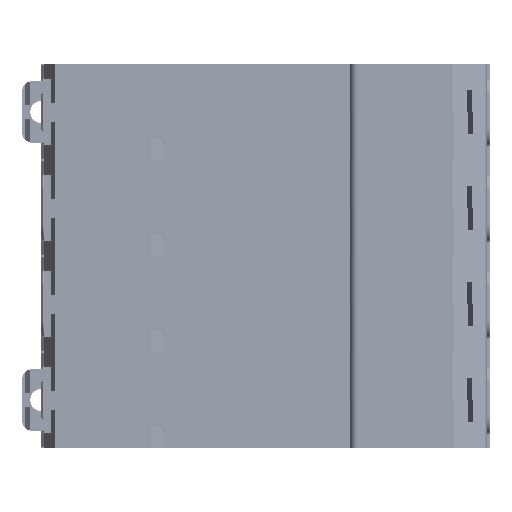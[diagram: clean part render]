
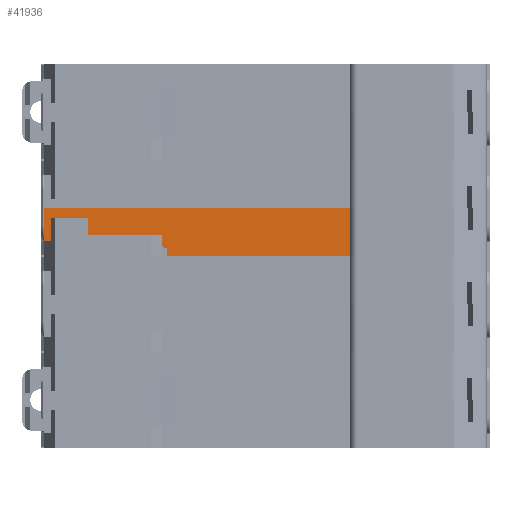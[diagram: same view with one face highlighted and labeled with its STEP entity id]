
A CAD part, front view. The second image highlights one B-rep face of the part: STEP entity #41936.
In plain terms, the highlighted planar face has unit normal (0, -1, 0).
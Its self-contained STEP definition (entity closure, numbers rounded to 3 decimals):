
#14924 = CARTESIAN_POINT ( 'NONE',  ( 13.7, 0., 8.7 ) ) ;
#14929 = CARTESIAN_POINT ( 'NONE',  ( -44.4, 0., 8.7 ) ) ;
#14930 = DIRECTION ( 'NONE',  ( 1., 0., 0. ) ) ;
#14931 = VECTOR ( 'NONE', #14930, 1000. ) ;
#14932 = CARTESIAN_POINT ( 'NONE',  ( -22.1, 0., 8.7 ) ) ;
#14933 = LINE ( 'NONE', #14932, #14931 ) ;
#14934 = DIRECTION ( 'NONE',  ( 1., 0., 0. ) ) ;
#14935 = VECTOR ( 'NONE', #14934, 1000. ) ;
#14936 = CARTESIAN_POINT ( 'NONE',  ( -22.1, 0., 0. ) ) ;
#14937 = LINE ( 'NONE', #14936, #14935 ) ;
#14978 = DIRECTION ( 'NONE',  ( 0., 0., 1. ) ) ;
#14979 = DIRECTION ( 'NONE',  ( 0., 1., 0. ) ) ;
#14980 = CARTESIAN_POINT ( 'NONE',  ( -22.1, 0., 1.7 ) ) ;
#14981 = AXIS2_PLACEMENT_3D ( 'NONE', #14980, #14979, #14978 ) ;
#14982 = PLANE ( 'NONE',  #14981 ) ;
#14983 = FACE_OUTER_BOUND ( 'NONE', #41937, .T. ) ;
#14984 = DIRECTION ( 'NONE',  ( 0., 0., -1. ) ) ;
#14985 = VECTOR ( 'NONE', #14984, 1000. ) ;
#14986 = CARTESIAN_POINT ( 'NONE',  ( 13.7, 0., 1.7 ) ) ;
#14987 = LINE ( 'NONE', #14986, #14985 ) ;
#15018 = CARTESIAN_POINT ( 'NONE',  ( 13.7, 0., 0. ) ) ;
#15029 = DIRECTION ( 'NONE',  ( 0., 0., -1. ) ) ;
#15030 = VECTOR ( 'NONE', #15029, 1000. ) ;
#15031 = CARTESIAN_POINT ( 'NONE',  ( -44.4, 0., 1.7 ) ) ;
#15032 = LINE ( 'NONE', #15031, #15030 ) ;
#19654 = LINE ( 'NONE', #19715, #19714 ) ;
#19659 = CARTESIAN_POINT ( 'NONE',  ( -25.6, 0., 2.4 ) ) ;
#19660 = DIRECTION ( 'NONE',  ( 1., 0., 0. ) ) ;
#19661 = VECTOR ( 'NONE', #19660, 1000. ) ;
#19662 = CARTESIAN_POINT ( 'NONE',  ( -25.6, 0., 2.4 ) ) ;
#19663 = LINE ( 'NONE', #19662, #19661 ) ;
#19692 = CARTESIAN_POINT ( 'NONE',  ( -23.439, 0., 2.4 ) ) ;
#19693 = DIRECTION ( 'NONE',  ( 0.643, 0., -0.766 ) ) ;
#19694 = VECTOR ( 'NONE', #19693, 1000. ) ;
#19695 = CARTESIAN_POINT ( 'NONE',  ( -23.439, 0., 2.4 ) ) ;
#19696 = LINE ( 'NONE', #19695, #19694 ) ;
#19712 = CARTESIAN_POINT ( 'NONE',  ( -22.6, 0., 1.4 ) ) ;
#19713 = DIRECTION ( 'NONE',  ( 1., 0., 0. ) ) ;
#19714 = VECTOR ( 'NONE', #19713, 1000. ) ;
#19715 = CARTESIAN_POINT ( 'NONE',  ( -22.6, 0., 1.4 ) ) ;
#19728 = CARTESIAN_POINT ( 'NONE',  ( -22.1, 0., 1.4 ) ) ;
#19757 = CARTESIAN_POINT ( 'NONE',  ( -26.4, 0., 1.4 ) ) ;
#19758 = DIRECTION ( 'NONE',  ( 0.848, 0., 0.53 ) ) ;
#19759 = VECTOR ( 'NONE', #19758, 1000. ) ;
#19760 = CARTESIAN_POINT ( 'NONE',  ( -26.4, 0., 1.4 ) ) ;
#19761 = LINE ( 'NONE', #19760, #19759 ) ;
#19772 = CARTESIAN_POINT ( 'NONE',  ( -31.6, 0., 1.4 ) ) ;
#19773 = DIRECTION ( 'NONE',  ( 0.952, 0., 0.305 ) ) ;
#19774 = VECTOR ( 'NONE', #19773, 1000. ) ;
#19775 = CARTESIAN_POINT ( 'NONE',  ( -31.6, 0., 1.4 ) ) ;
#19776 = LINE ( 'NONE', #19775, #19774 ) ;
#19782 = CARTESIAN_POINT ( 'NONE',  ( -44.4, 0., 2.7 ) ) ;
#19793 = CARTESIAN_POINT ( 'NONE',  ( -25.6, 0., 1.9 ) ) ;
#19794 = DIRECTION ( 'NONE',  ( 0., 0., 1. ) ) ;
#19795 = VECTOR ( 'NONE', #19794, 1000. ) ;
#19796 = CARTESIAN_POINT ( 'NONE',  ( -25.6, 0., 1.9 ) ) ;
#19797 = LINE ( 'NONE', #19796, #19795 ) ;
#19854 = CARTESIAN_POINT ( 'NONE',  ( -29.1, 0., 2.2 ) ) ;
#19855 = DIRECTION ( 'NONE',  ( 0.959, 0., -0.284 ) ) ;
#19856 = VECTOR ( 'NONE', #19855, 1000. ) ;
#19857 = CARTESIAN_POINT ( 'NONE',  ( -29.1, 0., 2.2 ) ) ;
#19858 = LINE ( 'NONE', #19857, #19856 ) ;
#19869 = CARTESIAN_POINT ( 'NONE',  ( -34.1, 0., 2.7 ) ) ;
#19870 = DIRECTION ( 'NONE',  ( 0.887, 0., -0.461 ) ) ;
#19871 = VECTOR ( 'NONE', #19870, 1000. ) ;
#19872 = CARTESIAN_POINT ( 'NONE',  ( -31.6, 0., 1.4 ) ) ;
#19873 = LINE ( 'NONE', #19872, #19871 ) ;
#19927 = DIRECTION ( 'NONE',  ( -1., 0., 0. ) ) ;
#19928 = VECTOR ( 'NONE', #19927, 1000. ) ;
#19929 = CARTESIAN_POINT ( 'NONE',  ( -44.4, 0., 2.7 ) ) ;
#19930 = LINE ( 'NONE', #19929, #19928 ) ;
#20795 = DIRECTION ( 'NONE',  ( 0., 0., -1. ) ) ;
#20796 = VECTOR ( 'NONE', #20795, 1000. ) ;
#20797 = CARTESIAN_POINT ( 'NONE',  ( -22.1, 0., 1.7 ) ) ;
#20798 = LINE ( 'NONE', #20797, #20796 ) ;
#20799 = CARTESIAN_POINT ( 'NONE',  ( -22.1, 0., 0. ) ) ;
#41919 = ORIENTED_EDGE ( 'NONE', *, *, #44758, .T. ) ;
#41920 = ORIENTED_EDGE ( 'NONE', *, *, #44685, .T. ) ;
#41921 = ORIENTED_EDGE ( 'NONE', *, *, #44702, .T. ) ;
#41922 = ORIENTED_EDGE ( 'NONE', *, *, #44690, .T. ) ;
#41923 = ORIENTED_EDGE ( 'NONE', *, *, #45218, .T. ) ;
#41924 = ORIENTED_EDGE ( 'NONE', *, *, #41925, .T. ) ;
#41925 = EDGE_CURVE ( 'NONE', #45214, #41955, #14937, .T. ) ;
#41926 = ORIENTED_EDGE ( 'NONE', *, *, #41935, .F. ) ;
#41927 = ORIENTED_EDGE ( 'NONE', *, *, #41928, .F. ) ;
#41928 = EDGE_CURVE ( 'NONE', #41929, #41933, #14933, .T. ) ;
#41929 = VERTEX_POINT ( 'NONE', #14929 ) ;
#41933 = VERTEX_POINT ( 'NONE', #14924 ) ;
#41935 = EDGE_CURVE ( 'NONE', #41933, #41955, #14987, .T. ) ;
#41936 = ADVANCED_FACE ( 'NONE', ( #14983 ), #14982, .F. ) ;
#41937 = EDGE_LOOP ( 'NONE', ( #41938, #41939, #41940, #41941, #42003, #41919, #41920, #41921, #41922, #41923, #41924, #41926, #41927, #41989 ) ) ;
#41938 = ORIENTED_EDGE ( 'NONE', *, *, #44848, .F. ) ;
#41939 = ORIENTED_EDGE ( 'NONE', *, *, #44793, .T. ) ;
#41940 = ORIENTED_EDGE ( 'NONE', *, *, #44730, .T. ) ;
#41941 = ORIENTED_EDGE ( 'NONE', *, *, #44802, .T. ) ;
#41955 = VERTEX_POINT ( 'NONE', #15018 ) ;
#41989 = ORIENTED_EDGE ( 'NONE', *, *, #41990, .T. ) ;
#41990 = EDGE_CURVE ( 'NONE', #41929, #44764, #15032, .T. ) ;
#42003 = ORIENTED_EDGE ( 'NONE', *, *, #44740, .T. ) ;
#44685 = EDGE_CURVE ( 'NONE', #44686, #44703, #19663, .T. ) ;
#44686 = VERTEX_POINT ( 'NONE', #19659 ) ;
#44690 = EDGE_CURVE ( 'NONE', #44691, #44718, #19654, .T. ) ;
#44691 = VERTEX_POINT ( 'NONE', #19712 ) ;
#44702 = EDGE_CURVE ( 'NONE', #44703, #44691, #19696, .T. ) ;
#44703 = VERTEX_POINT ( 'NONE', #19692 ) ;
#44718 = VERTEX_POINT ( 'NONE', #19728 ) ;
#44730 = EDGE_CURVE ( 'NONE', #44731, #44803, #19776, .T. ) ;
#44731 = VERTEX_POINT ( 'NONE', #19772 ) ;
#44740 = EDGE_CURVE ( 'NONE', #44741, #44759, #19761, .T. ) ;
#44741 = VERTEX_POINT ( 'NONE', #19757 ) ;
#44758 = EDGE_CURVE ( 'NONE', #44759, #44686, #19797, .T. ) ;
#44759 = VERTEX_POINT ( 'NONE', #19793 ) ;
#44764 = VERTEX_POINT ( 'NONE', #19782 ) ;
#44793 = EDGE_CURVE ( 'NONE', #44794, #44731, #19873, .T. ) ;
#44794 = VERTEX_POINT ( 'NONE', #19869 ) ;
#44802 = EDGE_CURVE ( 'NONE', #44803, #44741, #19858, .T. ) ;
#44803 = VERTEX_POINT ( 'NONE', #19854 ) ;
#44848 = EDGE_CURVE ( 'NONE', #44794, #44764, #19930, .T. ) ;
#45214 = VERTEX_POINT ( 'NONE', #20799 ) ;
#45218 = EDGE_CURVE ( 'NONE', #44718, #45214, #20798, .T. ) ;
